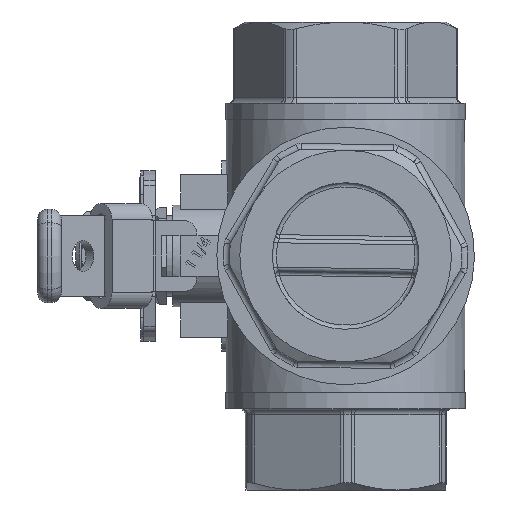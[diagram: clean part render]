
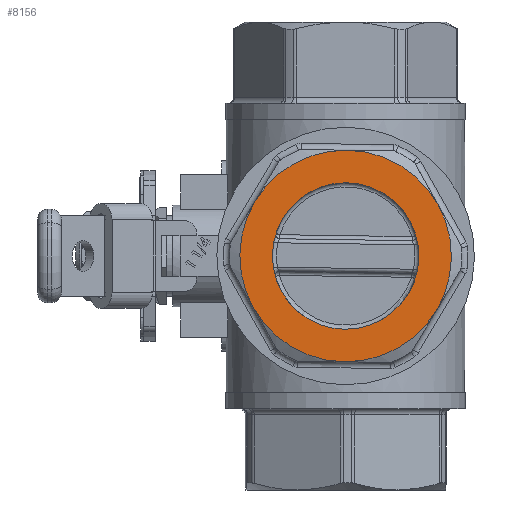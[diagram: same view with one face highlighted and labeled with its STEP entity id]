
A CAD part, left-side view. The second image highlights one B-rep face of the part: STEP entity #8156.
In plain terms, the highlighted planar face has unit normal (-1, 0, 0).
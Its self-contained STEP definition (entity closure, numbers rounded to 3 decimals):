
#2393=ORIENTED_EDGE('',*,*,#4506,.T.);
#2394=ORIENTED_EDGE('',*,*,#4507,.T.);
#2395=ORIENTED_EDGE('',*,*,#4508,.T.);
#2396=ORIENTED_EDGE('',*,*,#4509,.T.);
#2397=ORIENTED_EDGE('',*,*,#4510,.T.);
#2398=ORIENTED_EDGE('',*,*,#4511,.T.);
#2399=ORIENTED_EDGE('',*,*,#4512,.T.);
#4506=EDGE_CURVE('',#5584,#5585,#6238,.T.);
#4507=EDGE_CURVE('',#5585,#5586,#6239,.T.);
#4508=EDGE_CURVE('',#5586,#5587,#6240,.T.);
#4509=EDGE_CURVE('',#5587,#5588,#6241,.T.);
#4510=EDGE_CURVE('',#5588,#5589,#6242,.T.);
#4511=EDGE_CURVE('',#5589,#5584,#6243,.T.);
#4512=EDGE_CURVE('',#5590,#5590,#6244,.T.);
#5584=VERTEX_POINT('',#13375);
#5585=VERTEX_POINT('',#13376);
#5586=VERTEX_POINT('',#13378);
#5587=VERTEX_POINT('',#13380);
#5588=VERTEX_POINT('',#13382);
#5589=VERTEX_POINT('',#13384);
#5590=VERTEX_POINT('',#13387);
#6238=CIRCLE('',#8940,26.);
#6239=CIRCLE('',#8941,26.);
#6240=CIRCLE('',#8942,26.);
#6241=CIRCLE('',#8943,26.);
#6242=CIRCLE('',#8944,26.);
#6243=CIRCLE('',#8945,26.);
#6244=CIRCLE('',#8946,18.);
#6732=EDGE_LOOP('',(#2393,#2394,#2395,#2396,#2397,#2398));
#6733=EDGE_LOOP('',(#2399));
#7341=FACE_BOUND('',#6732,.T.);
#7342=FACE_BOUND('',#6733,.T.);
#7838=PLANE('',#8939);
#8156=ADVANCED_FACE('',(#7341,#7342),#7838,.T.);
#8939=AXIS2_PLACEMENT_3D('',#13373,#10410,#10411);
#8940=AXIS2_PLACEMENT_3D('',#13374,#10412,#10413);
#8941=AXIS2_PLACEMENT_3D('',#13377,#10414,#10415);
#8942=AXIS2_PLACEMENT_3D('',#13379,#10416,#10417);
#8943=AXIS2_PLACEMENT_3D('',#13381,#10418,#10419);
#8944=AXIS2_PLACEMENT_3D('',#13383,#10420,#10421);
#8945=AXIS2_PLACEMENT_3D('',#13385,#10422,#10423);
#8946=AXIS2_PLACEMENT_3D('',#13386,#10424,#10425);
#10410=DIRECTION('',(-1.,0.,0.));
#10411=DIRECTION('',(0.,-0.015,1.));
#10412=DIRECTION('',(-1.,0.,0.));
#10413=DIRECTION('',(0.,-0.015,1.));
#10414=DIRECTION('',(-1.,0.,0.));
#10415=DIRECTION('',(0.,-0.015,1.));
#10416=DIRECTION('',(-1.,0.,0.));
#10417=DIRECTION('',(0.,-0.015,1.));
#10418=DIRECTION('',(-1.,0.,0.));
#10419=DIRECTION('',(0.,-0.015,1.));
#10420=DIRECTION('',(-1.,0.,0.));
#10421=DIRECTION('',(0.,-0.015,1.));
#10422=DIRECTION('',(-1.,0.,0.));
#10423=DIRECTION('',(0.,-0.015,1.));
#10424=DIRECTION('',(1.,0.,0.));
#10425=DIRECTION('',(0.,0.015,-1.));
#13373=CARTESIAN_POINT('',(-51.,18.998,0.276));
#13374=CARTESIAN_POINT('',(-51.,0.,0.));
#13375=CARTESIAN_POINT('',(-51.,-22.703,12.672));
#13376=CARTESIAN_POINT('',(-51.,-0.377,25.997));
#13377=CARTESIAN_POINT('',(-51.,0.,0.));
#13378=CARTESIAN_POINT('',(-51.,22.326,13.325));
#13379=CARTESIAN_POINT('',(-51.,0.,0.));
#13380=CARTESIAN_POINT('',(-51.,22.703,-12.672));
#13381=CARTESIAN_POINT('',(-51.,0.,0.));
#13382=CARTESIAN_POINT('',(-51.,0.377,-25.997));
#13383=CARTESIAN_POINT('',(-51.,0.,0.));
#13384=CARTESIAN_POINT('',(-51.,-22.326,-13.325));
#13385=CARTESIAN_POINT('',(-51.,0.,0.));
#13386=CARTESIAN_POINT('',(-51.,0.,0.));
#13387=CARTESIAN_POINT('',(-51.,0.261,-17.998));
